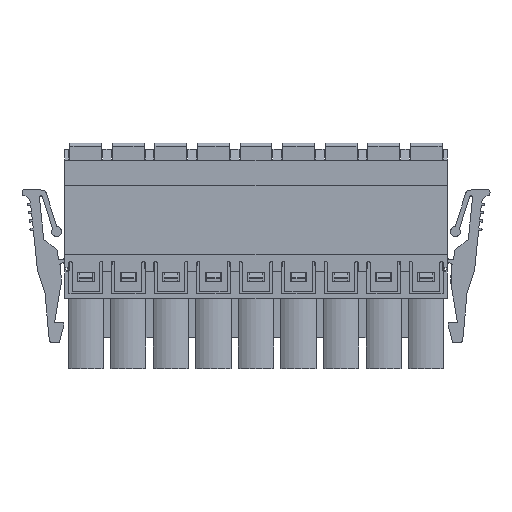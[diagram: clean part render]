
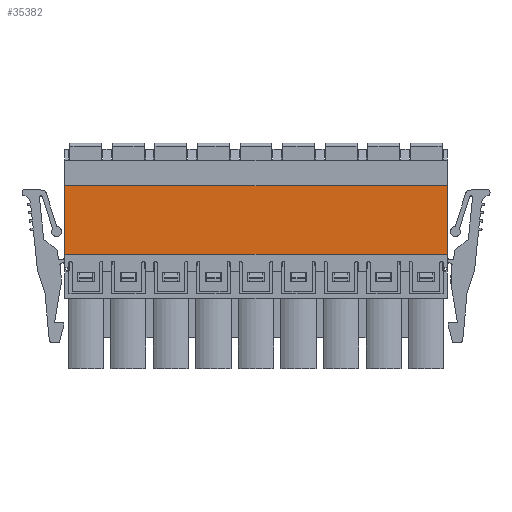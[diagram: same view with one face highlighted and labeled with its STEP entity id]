
A CAD part, front view. The second image highlights one B-rep face of the part: STEP entity #35382.
In plain terms, the highlighted planar face has unit normal (0, -1, 0).
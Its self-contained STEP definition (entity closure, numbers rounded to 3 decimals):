
#3168=ORIENTED_EDGE('',*,*,#12978,.T.);
#3169=ORIENTED_EDGE('',*,*,#12979,.F.);
#3170=ORIENTED_EDGE('',*,*,#11829,.F.);
#3171=ORIENTED_EDGE('',*,*,#12977,.T.);
#11829=EDGE_CURVE('',#16963,#16964,#20418,.T.);
#12977=EDGE_CURVE('',#16963,#17794,#21486,.T.);
#12978=EDGE_CURVE('',#17794,#17795,#21487,.T.);
#12979=EDGE_CURVE('',#16964,#17795,#21488,.T.);
#16963=VERTEX_POINT('',#49913);
#16964=VERTEX_POINT('',#49915);
#17794=VERTEX_POINT('',#52159);
#17795=VERTEX_POINT('',#52163);
#20418=LINE('',#49914,#25161);
#21486=LINE('',#52160,#26229);
#21487=LINE('',#52162,#26230);
#21488=LINE('',#52164,#26231);
#25161=VECTOR('',#40075,1000.);
#26229=VECTOR('',#41837,1000.);
#26230=VECTOR('',#41840,1000.);
#26231=VECTOR('',#41841,1000.);
#29741=EDGE_LOOP('',(#3168,#3169,#3170,#3171));
#31754=FACE_BOUND('',#29741,.T.);
#33694=PLANE('',#37422);
#35382=ADVANCED_FACE('',(#31754),#33694,.F.);
#37422=AXIS2_PLACEMENT_3D('',#52161,#41838,#41839);
#40075=DIRECTION('',(0.,0.,-1.));
#41837=DIRECTION('',(-1.,0.,0.));
#41838=DIRECTION('',(0.,1.,0.));
#41839=DIRECTION('',(0.,0.,1.));
#41840=DIRECTION('',(0.,0.,-1.));
#41841=DIRECTION('',(-1.,0.,0.));
#49913=CARTESIAN_POINT('',(22.86,-5.27,4.1));
#49914=CARTESIAN_POINT('',(22.86,-5.27,4.1));
#49915=CARTESIAN_POINT('',(22.86,-5.27,-4.1));
#52159=CARTESIAN_POINT('',(-22.86,-5.27,4.1));
#52160=CARTESIAN_POINT('',(22.86,-5.27,4.1));
#52161=CARTESIAN_POINT('',(22.86,-5.27,4.1));
#52162=CARTESIAN_POINT('',(-22.86,-5.27,4.1));
#52163=CARTESIAN_POINT('',(-22.86,-5.27,-4.1));
#52164=CARTESIAN_POINT('',(22.86,-5.27,-4.1));
